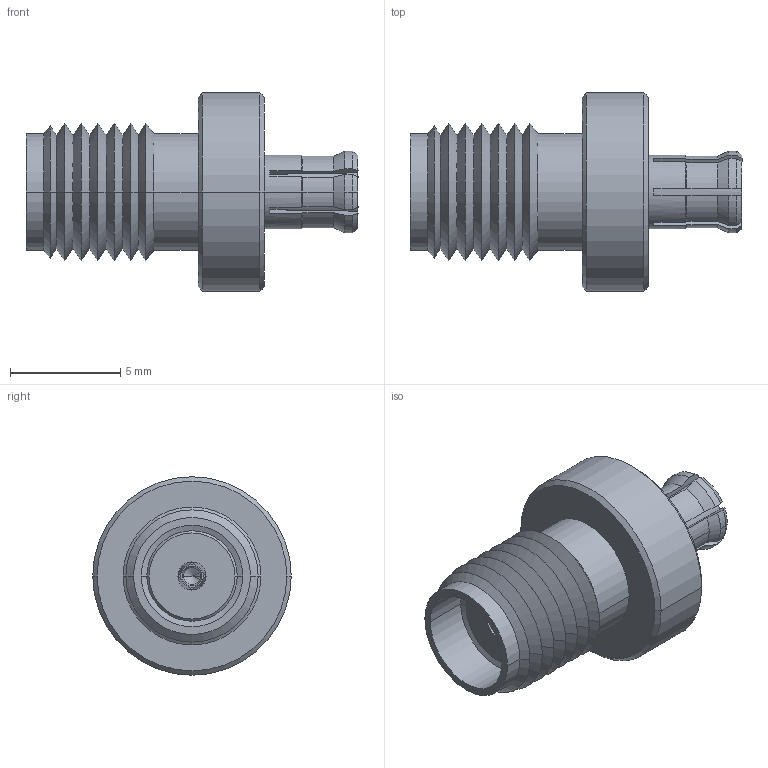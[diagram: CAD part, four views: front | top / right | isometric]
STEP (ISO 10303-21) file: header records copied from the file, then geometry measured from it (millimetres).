
FILE_DESCRIPTION (( 'STEP AP203' ), '1' );
FILE_NAME ('AXA-MPSF.STEP', '2014-09-24T18:54:20', ( 'x' ), ( '' ), 'SwSTEP 2.0', 'SolidWorks 2014', '' );
FILE_SCHEMA (( 'CONFIG_CONTROL_DESIGN' ));
Length unit declared in the file: inch
Products named in the file (1): AXA-MPSF
Bounding box: 15.05 x 9 x 9 mm (x, y, z)
Volume: 366.7 mm3; surface area: 590.8 mm2
Topology: 1 solids, 1 shells, 187 faces, 471 edges, 291 vertices
Faces by surface type: cone 96, plane 48, cylinder 43
Entity records: 5878 total; most frequent: CARTESIAN_POINT 1356, DIRECTION 949, ORIENTED_EDGE 938, EDGE_CURVE 469, AXIS2_PLACEMENT_3D 388, VERTEX_POINT 291, CIRCLE 200, EDGE_LOOP 194
